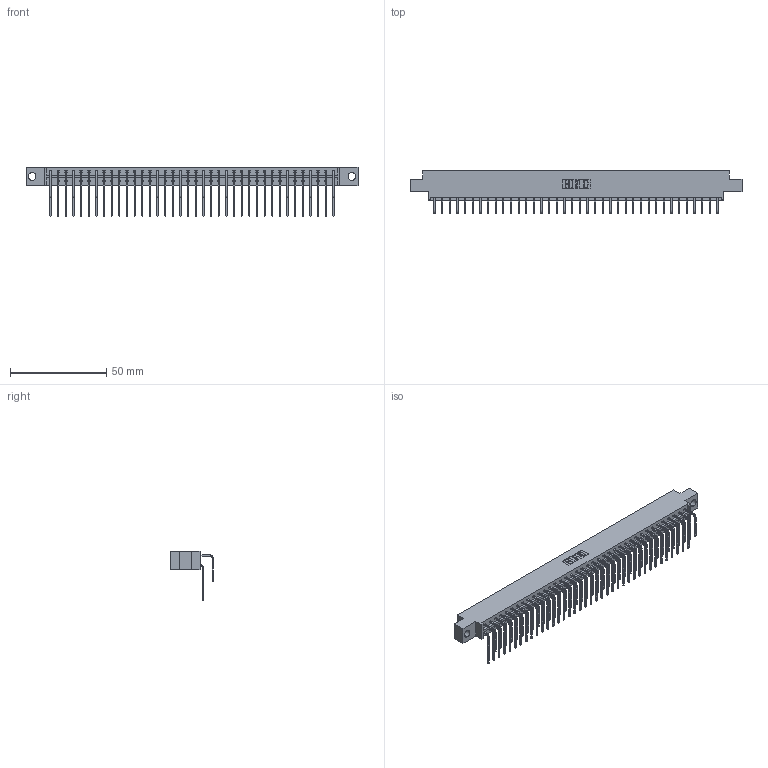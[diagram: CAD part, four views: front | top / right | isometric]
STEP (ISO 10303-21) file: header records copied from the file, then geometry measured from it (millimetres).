
FILE_DESCRIPTION (( 'STEP AP203' ), '1' );
FILE_NAME ('833-076-558-804.STEP', '2020-06-05T19:04:21', ( '' ), ( '' ), 'SwSTEP 2.0', 'SolidWorks 2020', '' );
FILE_SCHEMA (( 'CONFIG_CONTROL_DESIGN' ));
Length unit declared in the file: inch
Products named in the file (4): 345-292-001_558 559 Tail - 1; 345-292-001_558 Tail - 2; 833-076-558-804; 833 Part_Offset - .156 Dia - TH
Assembly tree (77 placements, depth 2):
  833-076-558-804
    833 Part_Offset - .156 Dia - TH
    345-292-001_558 559 Tail - 1  x38
    345-292-001_558 Tail - 2  x38
Bounding box: 172.11 x 22.17 x 25.53 mm (x, y, z)
Volume: 17656.9 mm3; surface area: 23035.9 mm2
Topology: 77 solids, 77 shells, 4222 faces, 12559 edges, 8270 vertices
Faces by surface type: plane 2962, cylinder 1260
Entity records: 26883 total; most frequent: CARTESIAN_POINT 4513, ORIENTED_EDGE 4398, DIRECTION 3843, EDGE_CURVE 2199, LINE 2031, VECTOR 2031, VERTEX_POINT 1462, AXIS2_PLACEMENT_3D 906
